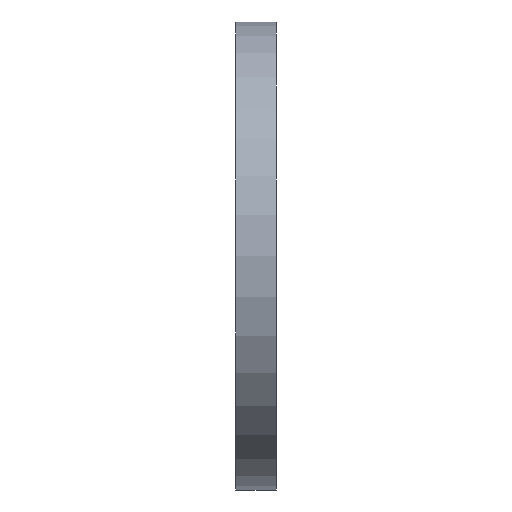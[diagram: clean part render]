
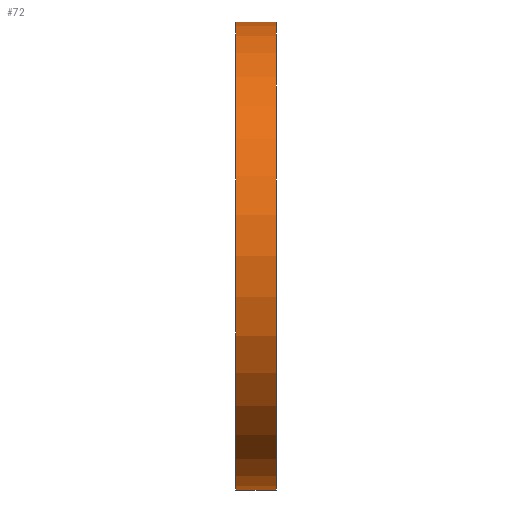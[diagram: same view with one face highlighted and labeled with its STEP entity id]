
A CAD part, left-side view. The second image highlights one B-rep face of the part: STEP entity #72.
In plain terms, the highlighted cylindrical face has radius 35 mm (diameter 70 mm), a partial arc.
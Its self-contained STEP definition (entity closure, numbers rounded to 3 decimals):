
#72 = ADVANCED_FACE ( 'NONE', ( #1535 ), #8781, .T. ) ;
#116 = EDGE_CURVE ( 'NONE', #2803, #5848, #7181, .T. ) ;
#1535 = FACE_OUTER_BOUND ( 'NONE', #3012, .T. ) ;
#2005 = ORIENTED_EDGE ( 'NONE', *, *, #116, .T. ) ;
#2124 = CARTESIAN_POINT ( 'NONE',  ( 0., 0., -35. ) ) ;
#2530 = CARTESIAN_POINT ( 'NONE',  ( 0., 6., 0. ) ) ;
#2688 = CARTESIAN_POINT ( 'NONE',  ( 0., 0., 35. ) ) ;
#2770 = EDGE_CURVE ( 'NONE', #9308, #2803, #5733, .T. ) ;
#2803 = VERTEX_POINT ( 'NONE', #2124 ) ;
#3012 = EDGE_LOOP ( 'NONE', ( #7397, #11401, #3866, #2005 ) ) ;
#3287 = VERTEX_POINT ( 'NONE', #5517 ) ;
#3398 = CARTESIAN_POINT ( 'NONE',  ( 0., 6., -35. ) ) ;
#3667 = EDGE_CURVE ( 'NONE', #9308, #3287, #8369, .T. ) ;
#3866 = ORIENTED_EDGE ( 'NONE', *, *, #2770, .T. ) ;
#4255 = EDGE_CURVE ( 'NONE', #3287, #5848, #7914, .T. ) ;
#5428 = VECTOR ( 'NONE', #9472, 1000. ) ;
#5517 = CARTESIAN_POINT ( 'NONE',  ( 0., 6., 35. ) ) ;
#5733 = LINE ( 'NONE', #11388, #8517 ) ;
#5848 = VERTEX_POINT ( 'NONE', #2688 ) ;
#5918 = AXIS2_PLACEMENT_3D ( 'NONE', #2530, #6055, #7950 ) ;
#6055 = DIRECTION ( 'NONE',  ( 0., 1., 0. ) ) ;
#6649 = DIRECTION ( 'NONE',  ( 0., 0., 1. ) ) ;
#6726 = DIRECTION ( 'NONE',  ( 0., -1., 0. ) ) ;
#7181 = CIRCLE ( 'NONE', #10318, 35. ) ;
#7397 = ORIENTED_EDGE ( 'NONE', *, *, #4255, .F. ) ;
#7914 = LINE ( 'NONE', #10426, #5428 ) ;
#7950 = DIRECTION ( 'NONE',  ( 0., 0., 1. ) ) ;
#8369 = CIRCLE ( 'NONE', #5918, 35. ) ;
#8412 = CARTESIAN_POINT ( 'NONE',  ( 0., 0., 0. ) ) ;
#8517 = VECTOR ( 'NONE', #6726, 1000. ) ;
#8781 = CYLINDRICAL_SURFACE ( 'NONE', #11951, 35. ) ;
#9308 = VERTEX_POINT ( 'NONE', #3398 ) ;
#9389 = DIRECTION ( 'NONE',  ( 0., 1., 0. ) ) ;
#9462 = DIRECTION ( 'NONE',  ( 0., 0., -1. ) ) ;
#9472 = DIRECTION ( 'NONE',  ( 0., -1., 0. ) ) ;
#9934 = CARTESIAN_POINT ( 'NONE',  ( 0., 6., 0. ) ) ;
#10318 = AXIS2_PLACEMENT_3D ( 'NONE', #8412, #9389, #6649 ) ;
#10426 = CARTESIAN_POINT ( 'NONE',  ( 0., 6., 35. ) ) ;
#11388 = CARTESIAN_POINT ( 'NONE',  ( 0., 6., -35. ) ) ;
#11401 = ORIENTED_EDGE ( 'NONE', *, *, #3667, .F. ) ;
#11813 = DIRECTION ( 'NONE',  ( 0., -1., 0. ) ) ;
#11951 = AXIS2_PLACEMENT_3D ( 'NONE', #9934, #11813, #9462 ) ;
